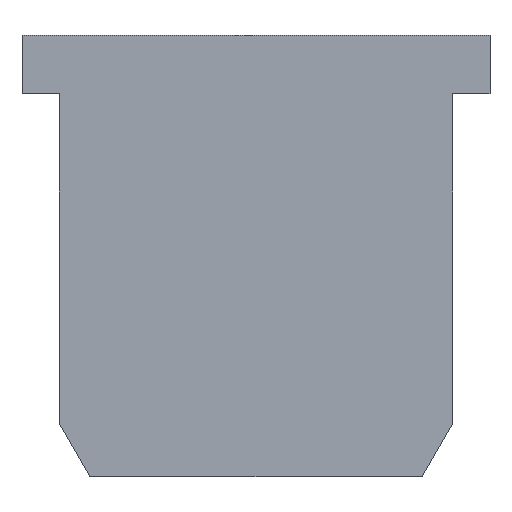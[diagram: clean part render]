
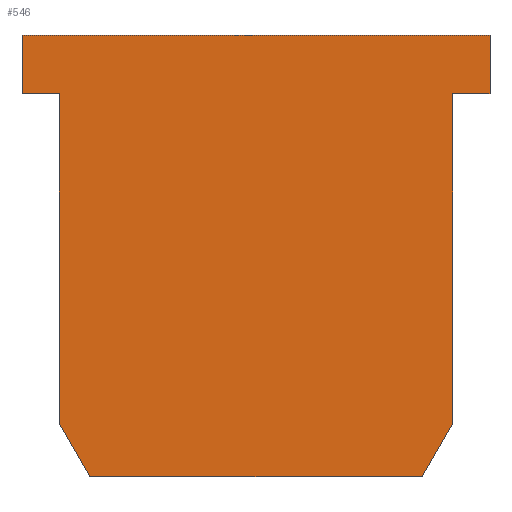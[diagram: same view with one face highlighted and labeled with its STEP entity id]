
A CAD part, top view. The second image highlights one B-rep face of the part: STEP entity #546.
In plain terms, the highlighted planar face has unit normal (0, 0, 1).
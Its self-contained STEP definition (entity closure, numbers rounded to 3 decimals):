
#97=DIRECTION('',(-1.,0.,0.));
#98=VECTOR('',#97,1.4);
#99=CARTESIAN_POINT('',(44.101,29.746,0.5));
#100=LINE('',#99,#98);
#167=DIRECTION('',(-1.,0.,0.));
#168=VECTOR('',#167,1.4);
#169=CARTESIAN_POINT('',(27.901,29.746,0.5));
#170=LINE('',#169,#168);
#188=DIRECTION('',(0.,-1.,0.));
#189=VECTOR('',#188,2.2);
#190=CARTESIAN_POINT('',(26.501,31.946,0.5));
#191=LINE('',#190,#189);
#195=DIRECTION('',(-1.,0.,0.));
#196=VECTOR('',#195,17.6);
#197=CARTESIAN_POINT('',(44.101,31.946,0.5));
#198=LINE('',#197,#196);
#202=DIRECTION('',(0.,1.,0.));
#203=VECTOR('',#202,2.2);
#204=CARTESIAN_POINT('',(44.101,29.746,0.5));
#205=LINE('',#204,#203);
#209=DIRECTION('',(0.,1.,0.));
#210=VECTOR('',#209,12.4);
#211=CARTESIAN_POINT('',(42.701,17.346,0.5));
#212=LINE('',#211,#210);
#216=DIRECTION('',(0.5,0.866,0.));
#217=VECTOR('',#216,2.309);
#218=CARTESIAN_POINT('',(41.546,15.346,0.5));
#219=LINE('',#218,#217);
#223=DIRECTION('',(1.,0.,0.));
#224=VECTOR('',#223,12.491);
#225=CARTESIAN_POINT('',(29.056,15.346,0.5));
#226=LINE('',#225,#224);
#230=DIRECTION('',(0.5,-0.866,0.));
#231=VECTOR('',#230,2.309);
#232=CARTESIAN_POINT('',(27.901,17.346,0.5));
#233=LINE('',#232,#231);
#237=DIRECTION('',(0.,-1.,0.));
#238=VECTOR('',#237,12.4);
#239=CARTESIAN_POINT('',(27.901,29.746,0.5));
#240=LINE('',#239,#238);
#264=CARTESIAN_POINT('',(44.101,31.946,0.5));
#265=CARTESIAN_POINT('',(26.501,31.946,0.5));
#266=VERTEX_POINT('',#264);
#267=VERTEX_POINT('',#265);
#268=CARTESIAN_POINT('',(44.101,29.746,0.5));
#269=VERTEX_POINT('',#268);
#270=CARTESIAN_POINT('',(42.701,29.746,0.5));
#271=VERTEX_POINT('',#270);
#272=CARTESIAN_POINT('',(42.701,17.346,0.5));
#273=VERTEX_POINT('',#272);
#274=CARTESIAN_POINT('',(41.546,15.346,0.5));
#275=VERTEX_POINT('',#274);
#276=CARTESIAN_POINT('',(29.056,15.346,0.5));
#277=VERTEX_POINT('',#276);
#278=CARTESIAN_POINT('',(27.901,17.346,0.5));
#279=VERTEX_POINT('',#278);
#280=CARTESIAN_POINT('',(27.901,29.746,0.5));
#281=VERTEX_POINT('',#280);
#282=CARTESIAN_POINT('',(26.501,29.746,0.5));
#283=VERTEX_POINT('',#282);
#529=CARTESIAN_POINT('',(0.,0.,0.5));
#530=DIRECTION('',(0.,0.,1.));
#531=DIRECTION('',(1.,0.,0.));
#532=AXIS2_PLACEMENT_3D('',#529,#530,#531);
#533=PLANE('',#532);
#534=ORIENTED_EDGE('',*,*,#516,.F.);
#535=ORIENTED_EDGE('',*,*,#327,.F.);
#536=ORIENTED_EDGE('',*,*,#349,.F.);
#537=ORIENTED_EDGE('',*,*,#370,.T.);
#538=ORIENTED_EDGE('',*,*,#391,.F.);
#539=ORIENTED_EDGE('',*,*,#412,.F.);
#540=ORIENTED_EDGE('',*,*,#433,.F.);
#541=ORIENTED_EDGE('',*,*,#454,.F.);
#542=ORIENTED_EDGE('',*,*,#475,.F.);
#543=ORIENTED_EDGE('',*,*,#496,.T.);
#544=EDGE_LOOP('',(#534,#535,#536,#537,#538,#539,#540,#541,#542,#543));
#545=FACE_OUTER_BOUND('',#544,.F.);
#327=EDGE_CURVE('',#266,#267,#198,.T.);
#349=EDGE_CURVE('',#269,#266,#205,.T.);
#370=EDGE_CURVE('',#269,#271,#100,.T.);
#391=EDGE_CURVE('',#273,#271,#212,.T.);
#412=EDGE_CURVE('',#275,#273,#219,.T.);
#433=EDGE_CURVE('',#277,#275,#226,.T.);
#454=EDGE_CURVE('',#279,#277,#233,.T.);
#475=EDGE_CURVE('',#281,#279,#240,.T.);
#496=EDGE_CURVE('',#281,#283,#170,.T.);
#516=EDGE_CURVE('',#267,#283,#191,.T.);
#546=ADVANCED_FACE('',(#545),#533,.T.);
